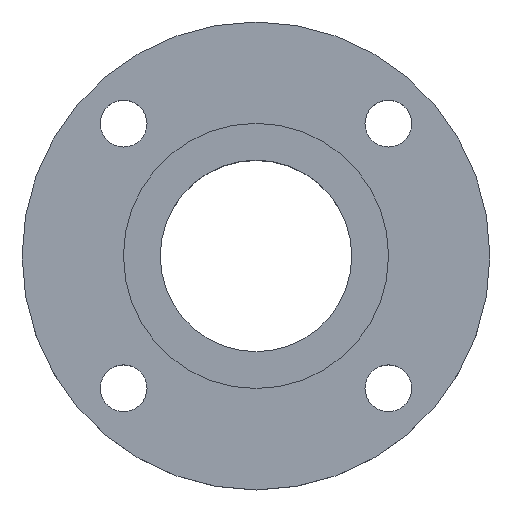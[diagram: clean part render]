
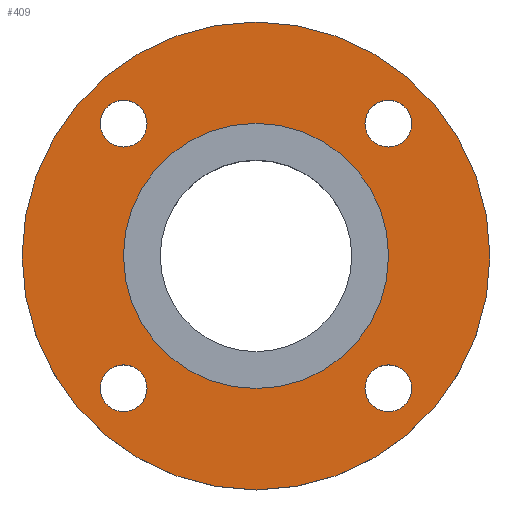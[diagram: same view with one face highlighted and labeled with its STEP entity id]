
A CAD part, top view. The second image highlights one B-rep face of the part: STEP entity #409.
In plain terms, the highlighted planar face has unit normal (0, 0, 1).
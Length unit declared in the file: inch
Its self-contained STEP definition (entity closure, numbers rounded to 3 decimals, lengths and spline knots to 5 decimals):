
#12 = CIRCLE ( 'NONE', #304, 0.375 ) ;
#13 = DIRECTION ( 'NONE',  ( 1., 0., 0. ) ) ;
#17 = DIRECTION ( 'NONE',  ( 0., 0., 1. ) ) ;
#19 = CIRCLE ( 'NONE', #527, 0.375 ) ;
#23 = EDGE_LOOP ( 'NONE', ( #152, #220 ) ) ;
#25 = EDGE_CURVE ( 'NONE', #310, #756, #289, .T. ) ;
#28 = PLANE ( 'NONE',  #529 ) ;
#33 = EDGE_LOOP ( 'NONE', ( #782, #160 ) ) ;
#40 = CARTESIAN_POINT ( 'NONE',  ( 2.12132, -2.12132, 0. ) ) ;
#41 = CARTESIAN_POINT ( 'NONE',  ( -2.12132, 2.12132, 0. ) ) ;
#42 = CARTESIAN_POINT ( 'NONE',  ( 1.74632, 2.12132, 0. ) ) ;
#43 = EDGE_LOOP ( 'NONE', ( #369, #564 ) ) ;
#46 = EDGE_CURVE ( 'NONE', #741, #451, #19, .T. ) ;
#56 = DIRECTION ( 'NONE',  ( 0., 0., 1. ) ) ;
#64 = EDGE_LOOP ( 'NONE', ( #726, #70 ) ) ;
#68 = EDGE_CURVE ( 'NONE', #418, #144, #594, .T. ) ;
#70 = ORIENTED_EDGE ( 'NONE', *, *, #803, .F. ) ;
#76 = FACE_BOUND ( 'NONE', #573, .T. ) ;
#79 = DIRECTION ( 'NONE',  ( -1., 0., 0. ) ) ;
#83 = CARTESIAN_POINT ( 'NONE',  ( -2.125, 0., 0. ) ) ;
#86 = AXIS2_PLACEMENT_3D ( 'NONE', #570, #131, #79 ) ;
#100 = VERTEX_POINT ( 'NONE', #577 ) ;
#117 = DIRECTION ( 'NONE',  ( 0., 0., 1. ) ) ;
#131 = DIRECTION ( 'NONE',  ( 0., 0., 1. ) ) ;
#133 = ORIENTED_EDGE ( 'NONE', *, *, #618, .F. ) ;
#142 = DIRECTION ( 'NONE',  ( 0., 1., 0. ) ) ;
#144 = VERTEX_POINT ( 'NONE', #426 ) ;
#152 = ORIENTED_EDGE ( 'NONE', *, *, #25, .T. ) ;
#154 = DIRECTION ( 'NONE',  ( 0., 1., 0. ) ) ;
#159 = CARTESIAN_POINT ( 'NONE',  ( 2.12132, -2.12132, 0. ) ) ;
#160 = ORIENTED_EDGE ( 'NONE', *, *, #46, .F. ) ;
#171 = DIRECTION ( 'NONE',  ( 0., 0., 1. ) ) ;
#178 = CIRCLE ( 'NONE', #419, 0.375 ) ;
#205 = DIRECTION ( 'NONE',  ( 1., 0., 0. ) ) ;
#214 = EDGE_LOOP ( 'NONE', ( #701, #133 ) ) ;
#220 = ORIENTED_EDGE ( 'NONE', *, *, #495, .T. ) ;
#224 = DIRECTION ( 'NONE',  ( -1., 0., 0. ) ) ;
#232 = CARTESIAN_POINT ( 'NONE',  ( -2.12132, -2.12132, 0. ) ) ;
#233 = VERTEX_POINT ( 'NONE', #263 ) ;
#249 = DIRECTION ( 'NONE',  ( 1., 0., 0. ) ) ;
#261 = CARTESIAN_POINT ( 'NONE',  ( -2.12132, 2.12132, 0. ) ) ;
#263 = CARTESIAN_POINT ( 'NONE',  ( -2.12132, 2.49632, 0. ) ) ;
#269 = CARTESIAN_POINT ( 'NONE',  ( 0., 0., 0. ) ) ;
#270 = CARTESIAN_POINT ( 'NONE',  ( 3.75, 0., 0. ) ) ;
#282 = DIRECTION ( 'NONE',  ( 0., 0., 1. ) ) ;
#289 = CIRCLE ( 'NONE', #639, 3.75 ) ;
#296 = DIRECTION ( 'NONE',  ( 0., 0., 1. ) ) ;
#299 = DIRECTION ( 'NONE',  ( 1., 0., 0. ) ) ;
#304 = AXIS2_PLACEMENT_3D ( 'NONE', #41, #722, #154 ) ;
#306 = ORIENTED_EDGE ( 'NONE', *, *, #659, .F. ) ;
#310 = VERTEX_POINT ( 'NONE', #270 ) ;
#311 = CIRCLE ( 'NONE', #86, 0.375 ) ;
#320 = FACE_BOUND ( 'NONE', #43, .T. ) ;
#351 = CARTESIAN_POINT ( 'NONE',  ( -3.75, 0., 0. ) ) ;
#361 = CARTESIAN_POINT ( 'NONE',  ( 2.12132, 2.12132, 0. ) ) ;
#364 = DIRECTION ( 'NONE',  ( 1., 0., 0. ) ) ;
#369 = ORIENTED_EDGE ( 'NONE', *, *, #771, .F. ) ;
#379 = DIRECTION ( 'NONE',  ( 0., 0., 1. ) ) ;
#392 = AXIS2_PLACEMENT_3D ( 'NONE', #269, #508, #205 ) ;
#401 = AXIS2_PLACEMENT_3D ( 'NONE', #361, #56, #299 ) ;
#409 = ADVANCED_FACE ( 'NONE', ( #582, #320, #759, #763, #76, #443 ), #28, .T. ) ;
#418 = VERTEX_POINT ( 'NONE', #83 ) ;
#419 = AXIS2_PLACEMENT_3D ( 'NONE', #261, #512, #142 ) ;
#426 = CARTESIAN_POINT ( 'NONE',  ( 2.125, 0., 0. ) ) ;
#435 = AXIS2_PLACEMENT_3D ( 'NONE', #811, #296, #797 ) ;
#443 = FACE_OUTER_BOUND ( 'NONE', #23, .T. ) ;
#448 = DIRECTION ( 'NONE',  ( 1., 0., 0. ) ) ;
#450 = AXIS2_PLACEMENT_3D ( 'NONE', #159, #743, #678 ) ;
#451 = VERTEX_POINT ( 'NONE', #708 ) ;
#465 = CIRCLE ( 'NONE', #450, 0.375 ) ;
#468 = EDGE_CURVE ( 'NONE', #647, #660, #311, .T. ) ;
#472 = AXIS2_PLACEMENT_3D ( 'NONE', #522, #783, #448 ) ;
#486 = EDGE_CURVE ( 'NONE', #584, #686, #542, .T. ) ;
#493 = EDGE_CURVE ( 'NONE', #233, #100, #178, .T. ) ;
#495 = EDGE_CURVE ( 'NONE', #756, #310, #641, .T. ) ;
#508 = DIRECTION ( 'NONE',  ( 0., 0., 1. ) ) ;
#512 = DIRECTION ( 'NONE',  ( 0., 0., 1. ) ) ;
#522 = CARTESIAN_POINT ( 'NONE',  ( 0., 0., 0. ) ) ;
#527 = AXIS2_PLACEMENT_3D ( 'NONE', #40, #282, #533 ) ;
#529 = AXIS2_PLACEMENT_3D ( 'NONE', #637, #379, #249 ) ;
#533 = DIRECTION ( 'NONE',  ( 0., -1., 0. ) ) ;
#541 = CARTESIAN_POINT ( 'NONE',  ( -2.49632, -2.12132, 0. ) ) ;
#542 = CIRCLE ( 'NONE', #581, 0.375 ) ;
#547 = CIRCLE ( 'NONE', #777, 0.375 ) ;
#549 = CARTESIAN_POINT ( 'NONE',  ( 0., 0., 0. ) ) ;
#556 = CIRCLE ( 'NONE', #435, 2.125 ) ;
#564 = ORIENTED_EDGE ( 'NONE', *, *, #468, .F. ) ;
#570 = CARTESIAN_POINT ( 'NONE',  ( -2.12132, -2.12132, 0. ) ) ;
#573 = EDGE_LOOP ( 'NONE', ( #632, #306 ) ) ;
#577 = CARTESIAN_POINT ( 'NONE',  ( -2.12132, 1.74632, 0. ) ) ;
#581 = AXIS2_PLACEMENT_3D ( 'NONE', #629, #17, #13 ) ;
#582 = FACE_BOUND ( 'NONE', #33, .T. ) ;
#584 = VERTEX_POINT ( 'NONE', #731 ) ;
#594 = CIRCLE ( 'NONE', #392, 2.125 ) ;
#606 = CARTESIAN_POINT ( 'NONE',  ( 2.12132, -1.74632, 0. ) ) ;
#618 = EDGE_CURVE ( 'NONE', #100, #233, #12, .T. ) ;
#629 = CARTESIAN_POINT ( 'NONE',  ( 2.12132, 2.12132, 0. ) ) ;
#632 = ORIENTED_EDGE ( 'NONE', *, *, #68, .F. ) ;
#637 = CARTESIAN_POINT ( 'NONE',  ( 0., 0., 0. ) ) ;
#639 = AXIS2_PLACEMENT_3D ( 'NONE', #549, #117, #364 ) ;
#641 = CIRCLE ( 'NONE', #472, 3.75 ) ;
#647 = VERTEX_POINT ( 'NONE', #729 ) ;
#652 = CIRCLE ( 'NONE', #401, 0.375 ) ;
#659 = EDGE_CURVE ( 'NONE', #144, #418, #556, .T. ) ;
#660 = VERTEX_POINT ( 'NONE', #541 ) ;
#678 = DIRECTION ( 'NONE',  ( 0., -1., 0. ) ) ;
#679 = EDGE_CURVE ( 'NONE', #451, #741, #465, .T. ) ;
#686 = VERTEX_POINT ( 'NONE', #42 ) ;
#701 = ORIENTED_EDGE ( 'NONE', *, *, #493, .F. ) ;
#708 = CARTESIAN_POINT ( 'NONE',  ( 2.12132, -2.49632, 0. ) ) ;
#722 = DIRECTION ( 'NONE',  ( 0., 0., 1. ) ) ;
#726 = ORIENTED_EDGE ( 'NONE', *, *, #486, .F. ) ;
#729 = CARTESIAN_POINT ( 'NONE',  ( -1.74632, -2.12132, 0. ) ) ;
#731 = CARTESIAN_POINT ( 'NONE',  ( 2.49632, 2.12132, 0. ) ) ;
#741 = VERTEX_POINT ( 'NONE', #606 ) ;
#743 = DIRECTION ( 'NONE',  ( 0., 0., 1. ) ) ;
#756 = VERTEX_POINT ( 'NONE', #351 ) ;
#759 = FACE_BOUND ( 'NONE', #214, .T. ) ;
#763 = FACE_BOUND ( 'NONE', #64, .T. ) ;
#771 = EDGE_CURVE ( 'NONE', #660, #647, #547, .T. ) ;
#777 = AXIS2_PLACEMENT_3D ( 'NONE', #232, #171, #224 ) ;
#782 = ORIENTED_EDGE ( 'NONE', *, *, #679, .F. ) ;
#783 = DIRECTION ( 'NONE',  ( 0., 0., 1. ) ) ;
#797 = DIRECTION ( 'NONE',  ( 1., 0., 0. ) ) ;
#803 = EDGE_CURVE ( 'NONE', #686, #584, #652, .T. ) ;
#811 = CARTESIAN_POINT ( 'NONE',  ( 0., 0., 0. ) ) ;
